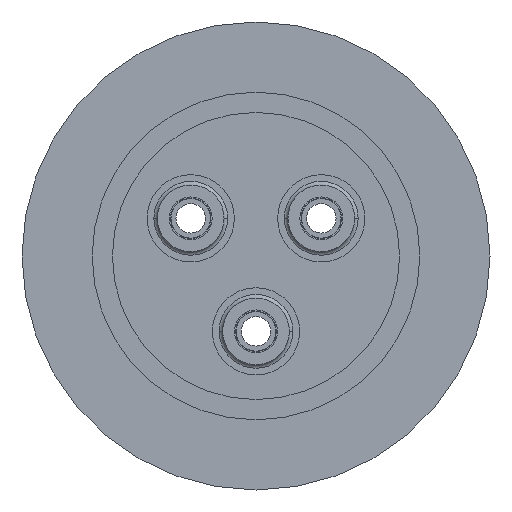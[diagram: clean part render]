
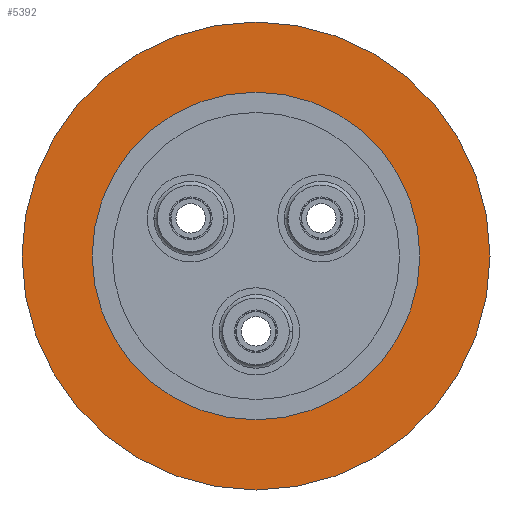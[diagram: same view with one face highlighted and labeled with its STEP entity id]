
A CAD part, front view. The second image highlights one B-rep face of the part: STEP entity #5392.
In plain terms, the highlighted planar face has unit normal (0, -1, 0).
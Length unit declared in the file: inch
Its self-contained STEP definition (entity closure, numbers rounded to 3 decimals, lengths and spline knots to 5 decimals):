
#116 = DIRECTION ( 'NONE',  ( 0., 0., 1. ) ) ;
#117 = DIRECTION ( 'NONE',  ( 0., -1., 0. ) ) ;
#118 = CARTESIAN_POINT ( 'NONE',  ( 0., 0., 0. ) ) ;
#873 = AXIS2_PLACEMENT_3D ( 'NONE', #6265, #6264, #6263 ) ;
#892 = AXIS2_PLACEMENT_3D ( 'NONE', #6190, #6189, #6188 ) ;
#1242 = CARTESIAN_POINT ( 'NONE',  ( 0., 0., 1.0325 ) ) ;
#1265 = CARTESIAN_POINT ( 'NONE',  ( 0., 0., 1.475 ) ) ;
#1267 = CARTESIAN_POINT ( 'NONE',  ( 0., 0., -1.475 ) ) ;
#1301 = CARTESIAN_POINT ( 'NONE',  ( 0., 0., -1.0325 ) ) ;
#1578 = EDGE_CURVE ( 'NONE', #3619, #3621, #3434, .T. ) ;
#1663 = AXIS2_PLACEMENT_3D ( 'NONE', #5628, #5627, #5626 ) ;
#1895 = CIRCLE ( 'NONE', #873, 1.0325 ) ;
#1911 = CIRCLE ( 'NONE', #892, 1.475 ) ;
#2026 = ORIENTED_EDGE ( 'NONE', *, *, #1578, .T. ) ;
#2047 = ORIENTED_EDGE ( 'NONE', *, *, #6064, .T. ) ;
#2058 = ORIENTED_EDGE ( 'NONE', *, *, #6093, .T. ) ;
#2060 = ORIENTED_EDGE ( 'NONE', *, *, #4623, .T. ) ;
#2599 = CIRCLE ( 'NONE', #1663, 1.0325 ) ;
#2781 = EDGE_LOOP ( 'NONE', ( #2047, #2060 ) ) ;
#2789 = EDGE_LOOP ( 'NONE', ( #2058, #2026 ) ) ;
#2897 = AXIS2_PLACEMENT_3D ( 'NONE', #118, #117, #116 ) ;
#3021 = AXIS2_PLACEMENT_3D ( 'NONE', #3923, #3928, #3929 ) ;
#3434 = CIRCLE ( 'NONE', #2897, 1.475 ) ;
#3493 = VERTEX_POINT ( 'NONE', #1301 ) ;
#3619 = VERTEX_POINT ( 'NONE', #1267 ) ;
#3621 = VERTEX_POINT ( 'NONE', #1265 ) ;
#3658 = VERTEX_POINT ( 'NONE', #1242 ) ;
#3923 = CARTESIAN_POINT ( 'NONE',  ( -1.475, 0., 0. ) ) ;
#3926 = PLANE ( 'NONE',  #3021 ) ;
#3928 = DIRECTION ( 'NONE',  ( 0., -1., 0. ) ) ;
#3929 = DIRECTION ( 'NONE',  ( 0., 0., -1. ) ) ;
#4623 = EDGE_CURVE ( 'NONE', #3493, #3658, #2599, .T. ) ;
#4812 = FACE_BOUND ( 'NONE', #2781, .T. ) ;
#4836 = FACE_OUTER_BOUND ( 'NONE', #2789, .T. ) ;
#5392 = ADVANCED_FACE ( 'NONE', ( #4836, #4812 ), #3926, .T. ) ;
#5626 = DIRECTION ( 'NONE',  ( 0., 0., 1. ) ) ;
#5627 = DIRECTION ( 'NONE',  ( 0., 1., 0. ) ) ;
#5628 = CARTESIAN_POINT ( 'NONE',  ( 0., 0., 0. ) ) ;
#6064 = EDGE_CURVE ( 'NONE', #3658, #3493, #1895, .T. ) ;
#6093 = EDGE_CURVE ( 'NONE', #3621, #3619, #1911, .T. ) ;
#6188 = DIRECTION ( 'NONE',  ( 0., 0., 1. ) ) ;
#6189 = DIRECTION ( 'NONE',  ( 0., -1., 0. ) ) ;
#6190 = CARTESIAN_POINT ( 'NONE',  ( 0., 0., 0. ) ) ;
#6263 = DIRECTION ( 'NONE',  ( 0., 0., 1. ) ) ;
#6264 = DIRECTION ( 'NONE',  ( 0., 1., 0. ) ) ;
#6265 = CARTESIAN_POINT ( 'NONE',  ( 0., 0., 0. ) ) ;
